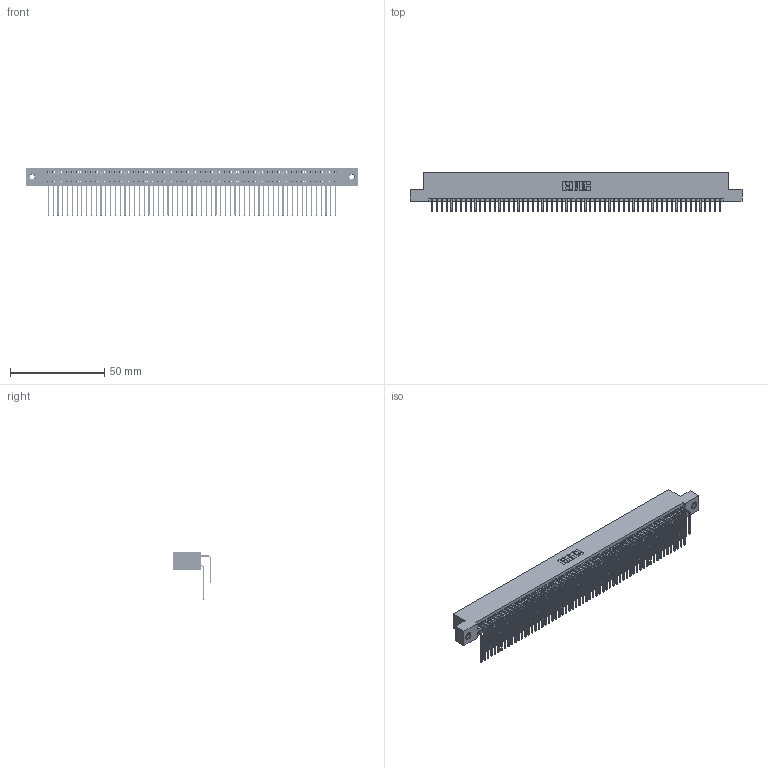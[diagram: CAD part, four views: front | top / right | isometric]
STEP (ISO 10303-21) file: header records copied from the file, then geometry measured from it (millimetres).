
FILE_DESCRIPTION (( 'STEP AP203' ), '1' );
FILE_NAME ('345-122-559-207.STEP', '2019-11-06T15:53:38', ( '' ), ( '' ), 'SwSTEP 2.0', 'SolidWorks 2016', '' );
FILE_SCHEMA (( 'CONFIG_CONTROL_DESIGN' ));
Length unit declared in the file: inch
Products named in the file (5): 345-292-001_559 Tail - 2; 345-292-001_558 559 Tail - 1; 345-122-559-207; 345 Part_Flush Mounting Lugs - 0.156 Dia-TI; 345-250-001_345-250-005-103
Assembly tree (125 placements, depth 2):
  345-122-559-207
    345 Part_Flush Mounting Lugs - 0.156 Dia-TI
    345-292-001_558 559 Tail - 1  x61
    345-292-001_559 Tail - 2  x61
    345-250-001_345-250-005-103  x2
Bounding box: 176.15 x 20.56 x 25.53 mm (x, y, z)
Volume: 17977.9 mm3; surface area: 30279.7 mm2
Topology: 125 solids, 125 shells, 6530 faces, 19387 edges, 12754 vertices
Faces by surface type: plane 4382, cylinder 2132, cone 12, torus 4
Entity records: 48142 total; most frequent: CARTESIAN_POINT 8078, ORIENTED_EDGE 7954, DIRECTION 7099, EDGE_CURVE 3977, VECTOR 3541, LINE 3541, VERTEX_POINT 2644, AXIS2_PLACEMENT_3D 1779
